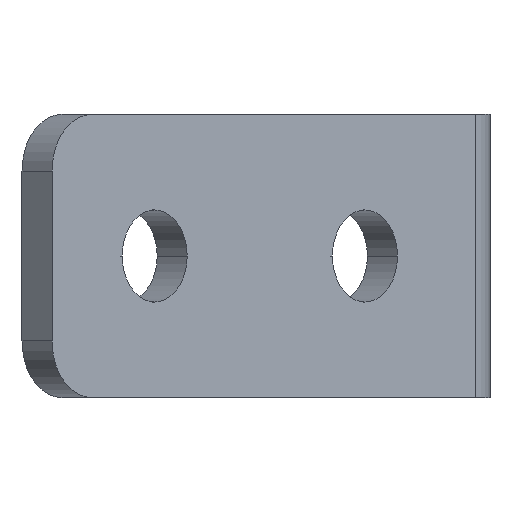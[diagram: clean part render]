
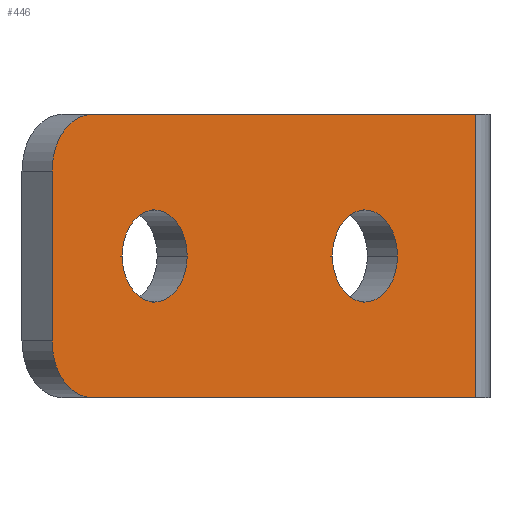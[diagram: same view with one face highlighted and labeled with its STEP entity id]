
A CAD part, left-side view. The second image highlights one B-rep face of the part: STEP entity #446.
In plain terms, the highlighted planar face has unit normal (-0.707, -0.707, 0).
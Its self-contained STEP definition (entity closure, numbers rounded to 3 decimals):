
#2 = CARTESIAN_POINT ( 'NONE',  ( -45.255, 36.77, 0. ) ) ;
#7 = CARTESIAN_POINT ( 'NONE',  ( -64.347, 55.861, -12. ) ) ;
#8 = CIRCLE ( 'NONE', #804, 6.5 ) ;
#14 = EDGE_LOOP ( 'NONE', ( #333, #498, #627, #69, #575, #540 ) ) ;
#17 = DIRECTION ( 'NONE',  ( -0.707, 0.707, 0. ) ) ;
#18 = VECTOR ( 'NONE', #81, 1000. ) ;
#34 = CARTESIAN_POINT ( 'NONE',  ( -64.347, 55.861, 20. ) ) ;
#59 = DIRECTION ( 'NONE',  ( 0.707, 0.707, 0. ) ) ;
#68 = CARTESIAN_POINT ( 'NONE',  ( -4.536, -3.95, 20. ) ) ;
#69 = ORIENTED_EDGE ( 'NONE', *, *, #135, .F. ) ;
#72 = DIRECTION ( 'NONE',  ( -0.707, -0.707, 0. ) ) ;
#76 = CIRCLE ( 'NONE', #442, 6.5 ) ;
#78 = CARTESIAN_POINT ( 'NONE',  ( -64.347, 55.861, 12. ) ) ;
#81 = DIRECTION ( 'NONE',  ( 0.707, -0.707, 0. ) ) ;
#85 = CARTESIAN_POINT ( 'NONE',  ( -49.851, 41.366, 0. ) ) ;
#94 = LINE ( 'NONE', #34, #648 ) ;
#109 = VERTEX_POINT ( 'NONE', #230 ) ;
#135 = EDGE_CURVE ( 'NONE', #109, #284, #745, .T. ) ;
#137 = DIRECTION ( 'NONE',  ( 0.707, 0.707, 0. ) ) ;
#141 = AXIS2_PLACEMENT_3D ( 'NONE', #371, #600, #299 ) ;
#143 = LINE ( 'NONE', #194, #18 ) ;
#148 = ORIENTED_EDGE ( 'NONE', *, *, #585, .T. ) ;
#149 = DIRECTION ( 'NONE',  ( 0.707, 0.707, 0. ) ) ;
#158 = EDGE_LOOP ( 'NONE', ( #462, #288 ) ) ;
#194 = CARTESIAN_POINT ( 'NONE',  ( -4.536, -3.95, -20. ) ) ;
#214 = VERTEX_POINT ( 'NONE', #310 ) ;
#230 = CARTESIAN_POINT ( 'NONE',  ( -4.536, -3.95, 20. ) ) ;
#232 = CARTESIAN_POINT ( 'NONE',  ( -20.153, 11.667, 0. ) ) ;
#234 = VERTEX_POINT ( 'NONE', #2 ) ;
#242 = CIRCLE ( 'NONE', #141, 6.5 ) ;
#256 = CIRCLE ( 'NONE', #404, 6.5 ) ;
#258 = EDGE_LOOP ( 'NONE', ( #148, #290 ) ) ;
#259 = CARTESIAN_POINT ( 'NONE',  ( -4.536, -3.95, 20. ) ) ;
#262 = EDGE_CURVE ( 'NONE', #337, #325, #604, .T. ) ;
#271 = EDGE_CURVE ( 'NONE', #234, #214, #76, .T. ) ;
#272 = FACE_BOUND ( 'NONE', #258, .T. ) ;
#279 = DIRECTION ( 'NONE',  ( 0., 0., -1. ) ) ;
#284 = VERTEX_POINT ( 'NONE', #505 ) ;
#288 = ORIENTED_EDGE ( 'NONE', *, *, #271, .T. ) ;
#290 = ORIENTED_EDGE ( 'NONE', *, *, #576, .T. ) ;
#299 = DIRECTION ( 'NONE',  ( -0.707, 0.707, 0. ) ) ;
#304 = VERTEX_POINT ( 'NONE', #7 ) ;
#310 = CARTESIAN_POINT ( 'NONE',  ( -54.447, 45.962, 0. ) ) ;
#314 = CARTESIAN_POINT ( 'NONE',  ( -58.69, 50.205, 12. ) ) ;
#325 = VERTEX_POINT ( 'NONE', #78 ) ;
#333 = ORIENTED_EDGE ( 'NONE', *, *, #472, .T. ) ;
#337 = VERTEX_POINT ( 'NONE', #761 ) ;
#347 = AXIS2_PLACEMENT_3D ( 'NONE', #712, #149, #649 ) ;
#371 = CARTESIAN_POINT ( 'NONE',  ( -49.851, 41.366, 0. ) ) ;
#404 = AXIS2_PLACEMENT_3D ( 'NONE', #232, #59, #549 ) ;
#422 = DIRECTION ( 'NONE',  ( 0., 0., -1. ) ) ;
#430 = AXIS2_PLACEMENT_3D ( 'NONE', #314, #72, #464 ) ;
#442 = AXIS2_PLACEMENT_3D ( 'NONE', #85, #137, #17 ) ;
#446 = ADVANCED_FACE ( 'NONE', ( #272, #777, #724 ), #466, .F. ) ;
#447 = DIRECTION ( 'NONE',  ( 0.707, -0.707, 0. ) ) ;
#455 = CARTESIAN_POINT ( 'NONE',  ( -24.749, 16.263, 0. ) ) ;
#459 = AXIS2_PLACEMENT_3D ( 'NONE', #799, #484, #491 ) ;
#462 = ORIENTED_EDGE ( 'NONE', *, *, #566, .T. ) ;
#464 = DIRECTION ( 'NONE',  ( -0.707, 0.707, 0. ) ) ;
#466 = PLANE ( 'NONE',  #347 ) ;
#472 = EDGE_CURVE ( 'NONE', #325, #304, #94, .T. ) ;
#484 = DIRECTION ( 'NONE',  ( -0.707, -0.707, 0. ) ) ;
#491 = DIRECTION ( 'NONE',  ( -0.707, 0.707, 0. ) ) ;
#498 = ORIENTED_EDGE ( 'NONE', *, *, #591, .T. ) ;
#505 = CARTESIAN_POINT ( 'NONE',  ( -4.536, -3.95, -20. ) ) ;
#540 = ORIENTED_EDGE ( 'NONE', *, *, #262, .T. ) ;
#544 = CARTESIAN_POINT ( 'NONE',  ( -15.556, 7.071, 0. ) ) ;
#549 = DIRECTION ( 'NONE',  ( -0.707, 0.707, 0. ) ) ;
#563 = VERTEX_POINT ( 'NONE', #544 ) ;
#566 = EDGE_CURVE ( 'NONE', #214, #234, #242, .T. ) ;
#575 = ORIENTED_EDGE ( 'NONE', *, *, #763, .F. ) ;
#576 = EDGE_CURVE ( 'NONE', #563, #731, #8, .T. ) ;
#585 = EDGE_CURVE ( 'NONE', #731, #563, #256, .T. ) ;
#591 = EDGE_CURVE ( 'NONE', #304, #632, #772, .T. ) ;
#600 = DIRECTION ( 'NONE',  ( 0.707, 0.707, 0. ) ) ;
#604 = CIRCLE ( 'NONE', #430, 8. ) ;
#615 = CARTESIAN_POINT ( 'NONE',  ( -20.153, 11.667, 0. ) ) ;
#627 = ORIENTED_EDGE ( 'NONE', *, *, #751, .T. ) ;
#632 = VERTEX_POINT ( 'NONE', #736 ) ;
#633 = LINE ( 'NONE', #259, #735 ) ;
#648 = VECTOR ( 'NONE', #279, 1000. ) ;
#649 = DIRECTION ( 'NONE',  ( -0.707, 0.707, 0. ) ) ;
#684 = DIRECTION ( 'NONE',  ( 0.707, 0.707, 0. ) ) ;
#703 = VECTOR ( 'NONE', #422, 1000. ) ;
#712 = CARTESIAN_POINT ( 'NONE',  ( -4.536, -3.95, 20. ) ) ;
#724 = FACE_OUTER_BOUND ( 'NONE', #14, .T. ) ;
#731 = VERTEX_POINT ( 'NONE', #455 ) ;
#735 = VECTOR ( 'NONE', #447, 1000. ) ;
#736 = CARTESIAN_POINT ( 'NONE',  ( -58.69, 50.205, -20. ) ) ;
#745 = LINE ( 'NONE', #68, #703 ) ;
#751 = EDGE_CURVE ( 'NONE', #632, #284, #143, .T. ) ;
#752 = DIRECTION ( 'NONE',  ( -0.707, 0.707, 0. ) ) ;
#761 = CARTESIAN_POINT ( 'NONE',  ( -58.69, 50.205, 20. ) ) ;
#763 = EDGE_CURVE ( 'NONE', #337, #109, #633, .T. ) ;
#772 = CIRCLE ( 'NONE', #459, 8. ) ;
#777 = FACE_BOUND ( 'NONE', #158, .T. ) ;
#799 = CARTESIAN_POINT ( 'NONE',  ( -58.69, 50.205, -12. ) ) ;
#804 = AXIS2_PLACEMENT_3D ( 'NONE', #615, #684, #752 ) ;
